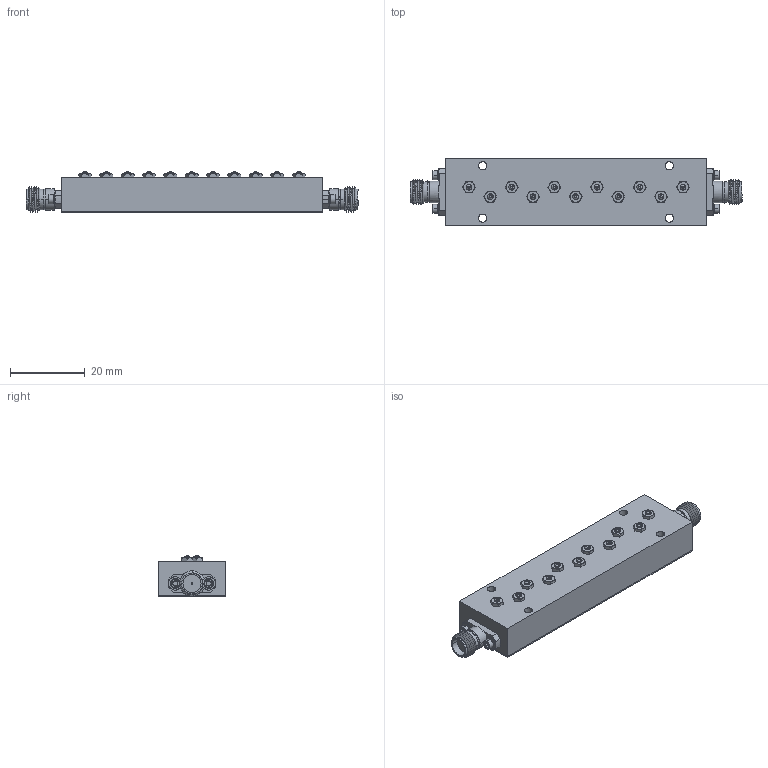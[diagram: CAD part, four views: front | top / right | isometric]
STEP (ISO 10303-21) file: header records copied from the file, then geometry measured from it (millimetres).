
FILE_DESCRIPTION (( 'STEP AP203' ), '1' );
FILE_NAME ('CF-BX-LJ3 Rev 1.0.STEP', '2022-08-09T22:16:01', ( '' ), ( '' ), 'SwSTEP 2.0', 'SolidWorks 2021', '' );
FILE_SCHEMA (( 'CONFIG_CONTROL_DESIGN' ));
Length unit declared in the file: inch
Products named in the file (1): CF-BX-LJ3 Rev 1.0
Bounding box: 88.9 x 18 x 11 mm (x, y, z)
Surface area: 9909.3 mm2 (no closed solid volume)
Topology: 0 solids, 65 shells, 768 faces, 2835 edges, 2152 vertices
Faces by surface type: cylinder 373, plane 224, cone 151, bspline 20
Entity records: 46490 total; most frequent: CARTESIAN_POINT 28586, ORIENTED_EDGE 4367, EDGE_CURVE 2835, B_SPLINE_CURVE_WITH_KNOTS 2791, VERTEX_POINT 2152, DIRECTION 1550, EDGE_LOOP 862, ADVANCED_FACE 768
